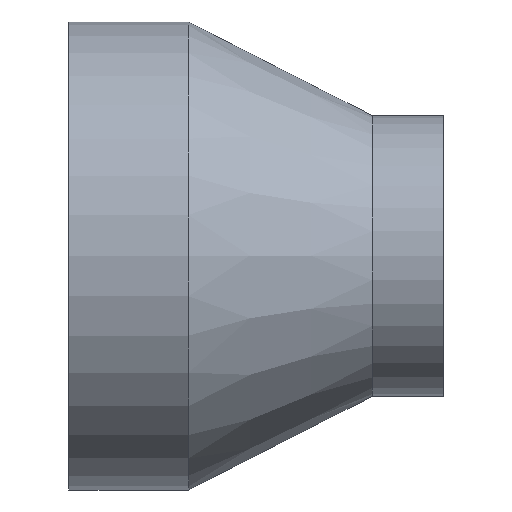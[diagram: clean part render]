
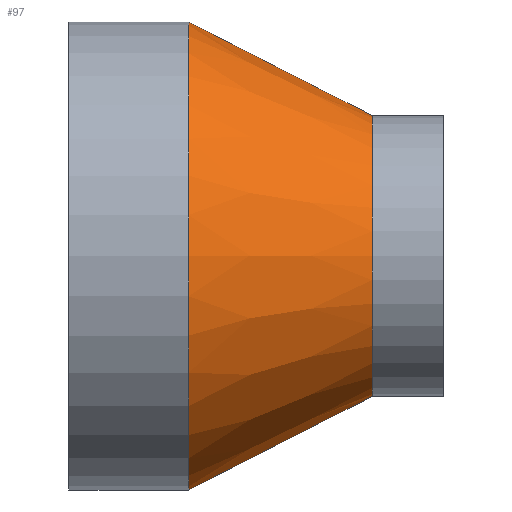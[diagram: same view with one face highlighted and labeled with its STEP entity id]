
A CAD part, top view. The second image highlights one B-rep face of the part: STEP entity #97.
In plain terms, the highlighted conical face has half-angle 27.031 degrees and reference radius 50 mm.
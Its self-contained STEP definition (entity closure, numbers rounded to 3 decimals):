
#97 = ADVANCED_FACE( '', ( #233 ), #234, .T. );
#109 = EDGE_CURVE( '', #147, #171, #246, .T. );
#141 = VERTEX_POINT( '', #281 );
#145 = EDGE_CURVE( '', #171, #165, #286, .T. );
#147 = VERTEX_POINT( '', #288 );
#151 = EDGE_CURVE( '', #141, #147, #292, .T. );
#153 = EDGE_CURVE( '', #141, #165, #294, .T. );
#165 = VERTEX_POINT( '', #308 );
#171 = VERTEX_POINT( '', #314 );
#233 = FACE_OUTER_BOUND( '', #375, .T. );
#234 = CONICAL_SURFACE( '', #376, 50., 0.472 );
#246 = CIRCLE( '', #394, 37.5 );
#281 = CARTESIAN_POINT( '', ( 32., -62.5, 0. ) );
#286 = LINE( '', #451, #452 );
#288 = CARTESIAN_POINT( '', ( 81., -37.5, 0. ) );
#292 = LINE( '', #460, #461 );
#294 = CIRCLE( '', #464, 62.5 );
#308 = CARTESIAN_POINT( '', ( 32., 62.5, 0. ) );
#314 = CARTESIAN_POINT( '', ( 81., 37.5, 0. ) );
#375 = EDGE_LOOP( '', ( #553, #554, #555, #556 ) );
#376 = AXIS2_PLACEMENT_3D( '', #557, #558, #559 );
#394 = AXIS2_PLACEMENT_3D( '', #565, #566, #567 );
#451 = CARTESIAN_POINT( '', ( 56.5, 50., 0. ) );
#452 = VECTOR( '', #623, 1. );
#460 = CARTESIAN_POINT( '', ( 56.5, -50., 0. ) );
#461 = VECTOR( '', #627, 1. );
#464 = AXIS2_PLACEMENT_3D( '', #628, #629, #630 );
#553 = ORIENTED_EDGE( '', *, *, #145, .T. );
#554 = ORIENTED_EDGE( '', *, *, #153, .F. );
#555 = ORIENTED_EDGE( '', *, *, #151, .T. );
#556 = ORIENTED_EDGE( '', *, *, #109, .T. );
#557 = CARTESIAN_POINT( '', ( 56.5, 0., 0. ) );
#558 = DIRECTION( '', ( -1., 0., 0. ) );
#559 = DIRECTION( '', ( 0., 1., 0. ) );
#565 = CARTESIAN_POINT( '', ( 81., 0., 0. ) );
#566 = DIRECTION( '', ( -1., 0., 0. ) );
#567 = DIRECTION( '', ( 0., 1., 0. ) );
#623 = DIRECTION( '', ( -0.891, 0.454, 0. ) );
#627 = DIRECTION( '', ( 0.891, 0.454, 0. ) );
#628 = CARTESIAN_POINT( '', ( 32., 0., 0. ) );
#629 = DIRECTION( '', ( -1., 0., 0. ) );
#630 = DIRECTION( '', ( 0., 1., 0. ) );
